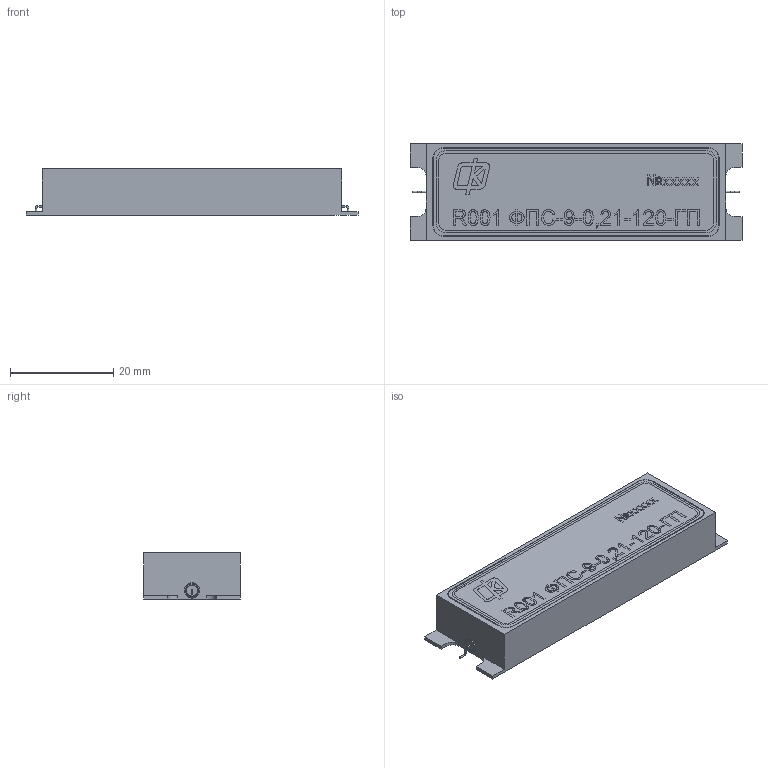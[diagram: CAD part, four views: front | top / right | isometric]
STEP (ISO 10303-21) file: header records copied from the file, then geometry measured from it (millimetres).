
FILE_DESCRIPTION(('STEP AP203'), '1');
FILE_NAME('ÍØÁÀ.468824.041_Ôèëüòð ÔÏÑ-9-0,21-120-ÃÏ', '', ('UNSPECIFIED'), ('UNSPECIFIED'), 'ASCON STEP Converter 1.6', 'ASCON Math Kernel', '');
FILE_SCHEMA(('CONFIG_CONTROL_DESIGN'));
Length unit declared in the file: millimetre
Products named in the file (1): НШБА.468824.041_Фильтр ФПС-9-0,21-120-ГП
Bounding box: 64.4 x 18.7 x 9 mm (x, y, z)
Volume: 9792.8 mm3; surface area: 3921.4 mm2
Topology: 1 solids, 1 shells, 459 faces, 1198 edges, 798 vertices
Faces by surface type: plane 291, bspline 121, cylinder 43, torus 4
Full cylindrical faces by diameter (mm): 0.3 x6, 1.6 x2, 2.1 x2, 2.49 x2, 2.55 x2, 3 x2
Entity records: 35355 total; most frequent: CARTESIAN_POINT 21361, ORIENTED_EDGE 2356, DIRECTION 1608, EDGE_CURVE 1178, VERTEX_POINT 798, LINE 742, VECTOR 742, EDGE_LOOP 536
